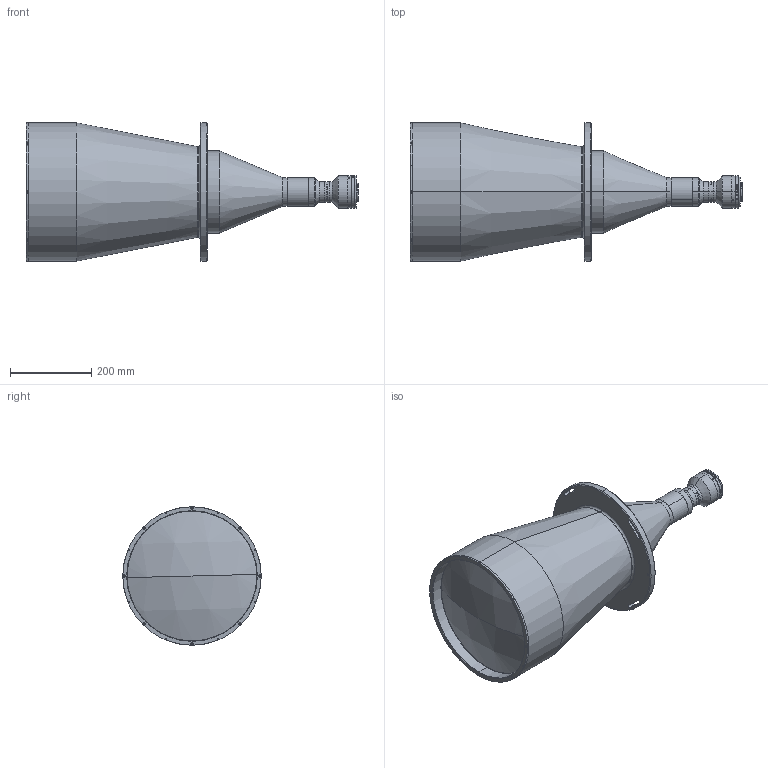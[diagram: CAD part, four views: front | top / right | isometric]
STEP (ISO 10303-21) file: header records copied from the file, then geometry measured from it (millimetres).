
FILE_DESCRIPTION (( 'STEP AP203' ), '1' );
FILE_NAME ('XF-PTL31029-F.STEP', '2019-07-20T07:28:34', ( 'puyufan' ), ( '' ), 'SwSTEP 2.0', 'SolidWorks 2014', '' );
FILE_SCHEMA (( 'CONFIG_CONTROL_DESIGN' ));
Length unit declared in the file: millimetre
Products named in the file (1): XF-PTL31029-F
Bounding box: 816.15 x 340 x 340 mm (x, y, z)
Surface area: 842543.7 mm2 (no closed solid volume)
Topology: 0 solids, 50 shells, 282 faces, 1341 edges, 1096 vertices
Faces by surface type: cylinder 149, plane 82, torus 24, cone 23, sphere 4
Entity records: 17811 total; most frequent: CARTESIAN_POINT 6992, DIRECTION 2291, ORIENTED_EDGE 1851, EDGE_CURVE 1341, VERTEX_POINT 1096, AXIS2_PLACEMENT_3D 883, CIRCLE 600, LINE 525
